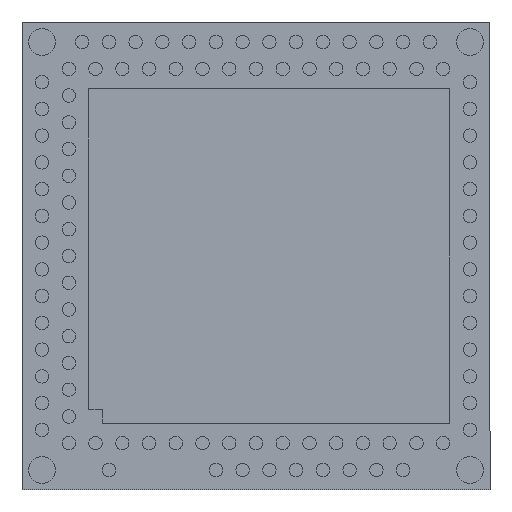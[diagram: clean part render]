
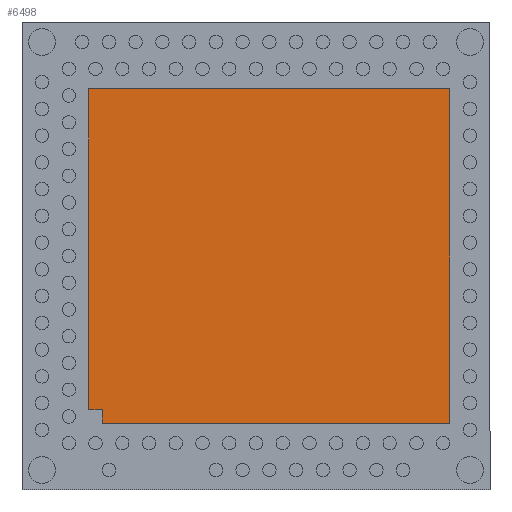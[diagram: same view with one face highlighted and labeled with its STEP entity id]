
A CAD part, front view. The second image highlights one B-rep face of the part: STEP entity #6498.
In plain terms, the highlighted planar face has unit normal (0, -1, 0).
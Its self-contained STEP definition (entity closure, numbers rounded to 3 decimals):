
#110 = LINE ( 'NONE', #3411, #1490 ) ;
#185 = EDGE_CURVE ( 'NONE', #2598, #4366, #2267, .T. ) ;
#496 = ORIENTED_EDGE ( 'NONE', *, *, #2109, .F. ) ;
#526 = EDGE_CURVE ( 'NONE', #2854, #2055, #9044, .T. ) ;
#781 = EDGE_LOOP ( 'NONE', ( #3675, #496, #4991, #9476, #5074, #5297 ) ) ;
#941 = DIRECTION ( 'NONE',  ( 1., 0., 0. ) ) ;
#1490 = VECTOR ( 'NONE', #6672, 1000. ) ;
#1610 = VERTEX_POINT ( 'NONE', #10675 ) ;
#1864 = CARTESIAN_POINT ( 'NONE',  ( 2.9, 0., -2.5 ) ) ;
#1901 = CARTESIAN_POINT ( 'NONE',  ( -2.3, 0., -2.3 ) ) ;
#2055 = VERTEX_POINT ( 'NONE', #5629 ) ;
#2109 = EDGE_CURVE ( 'NONE', #7393, #2598, #3318, .T. ) ;
#2267 = LINE ( 'NONE', #4112, #2868 ) ;
#2598 = VERTEX_POINT ( 'NONE', #9725 ) ;
#2662 = CARTESIAN_POINT ( 'NONE',  ( -2.5, 0., 2.5 ) ) ;
#2737 = EDGE_CURVE ( 'NONE', #1610, #2854, #110, .T. ) ;
#2854 = VERTEX_POINT ( 'NONE', #1901 ) ;
#2868 = VECTOR ( 'NONE', #4697, 1000. ) ;
#3318 = LINE ( 'NONE', #2662, #6356 ) ;
#3327 = DIRECTION ( 'NONE',  ( -1., 0., 0. ) ) ;
#3411 = CARTESIAN_POINT ( 'NONE',  ( -2.3, 0., -2.3 ) ) ;
#3675 = ORIENTED_EDGE ( 'NONE', *, *, #185, .F. ) ;
#4024 = FACE_OUTER_BOUND ( 'NONE', #781, .T. ) ;
#4112 = CARTESIAN_POINT ( 'NONE',  ( 2.9, 0., -2.5 ) ) ;
#4341 = LINE ( 'NONE', #9078, #4368 ) ;
#4366 = VERTEX_POINT ( 'NONE', #1864 ) ;
#4368 = VECTOR ( 'NONE', #5931, 1000. ) ;
#4697 = DIRECTION ( 'NONE',  ( 0., 0., -1. ) ) ;
#4991 = ORIENTED_EDGE ( 'NONE', *, *, #5209, .F. ) ;
#5071 = EDGE_CURVE ( 'NONE', #4366, #1610, #8911, .T. ) ;
#5074 = ORIENTED_EDGE ( 'NONE', *, *, #2737, .F. ) ;
#5209 = EDGE_CURVE ( 'NONE', #2055, #7393, #4341, .T. ) ;
#5297 = ORIENTED_EDGE ( 'NONE', *, *, #5071, .F. ) ;
#5629 = CARTESIAN_POINT ( 'NONE',  ( -2.5, 0., -2.3 ) ) ;
#5931 = DIRECTION ( 'NONE',  ( 0., 0., 1. ) ) ;
#6356 = VECTOR ( 'NONE', #941, 1000. ) ;
#6474 = VECTOR ( 'NONE', #3327, 1000. ) ;
#6498 = ADVANCED_FACE ( 'NONE', ( #4024 ), #10590, .F. ) ;
#6516 = DIRECTION ( 'NONE',  ( -1., 0., 0. ) ) ;
#6672 = DIRECTION ( 'NONE',  ( 0., 0., 1. ) ) ;
#6915 = VECTOR ( 'NONE', #6516, 1000. ) ;
#7167 = CARTESIAN_POINT ( 'NONE',  ( -2.5, 0., 2.5 ) ) ;
#7393 = VERTEX_POINT ( 'NONE', #7167 ) ;
#7400 = CARTESIAN_POINT ( 'NONE',  ( 2.9, 0., -2.5 ) ) ;
#7423 = CARTESIAN_POINT ( 'NONE',  ( -2.5, 0., -2.3 ) ) ;
#8911 = LINE ( 'NONE', #7400, #6915 ) ;
#9044 = LINE ( 'NONE', #7423, #6474 ) ;
#9078 = CARTESIAN_POINT ( 'NONE',  ( -2.5, 0., -2.3 ) ) ;
#9476 = ORIENTED_EDGE ( 'NONE', *, *, #526, .F. ) ;
#9725 = CARTESIAN_POINT ( 'NONE',  ( 2.9, 0., 2.5 ) ) ;
#9776 = CARTESIAN_POINT ( 'NONE',  ( 0., 0., 0. ) ) ;
#9833 = DIRECTION ( 'NONE',  ( 0., 1., 0. ) ) ;
#10050 = AXIS2_PLACEMENT_3D ( 'NONE', #9776, #9833, #10536 ) ;
#10536 = DIRECTION ( 'NONE',  ( 0., 0., 1. ) ) ;
#10590 = PLANE ( 'NONE',  #10050 ) ;
#10675 = CARTESIAN_POINT ( 'NONE',  ( -2.3, 0., -2.5 ) ) ;
